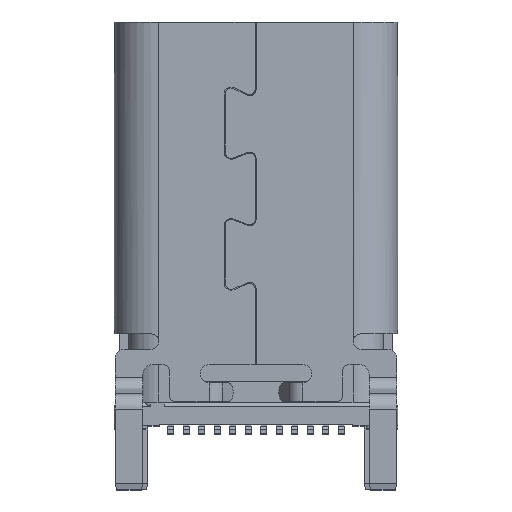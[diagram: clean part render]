
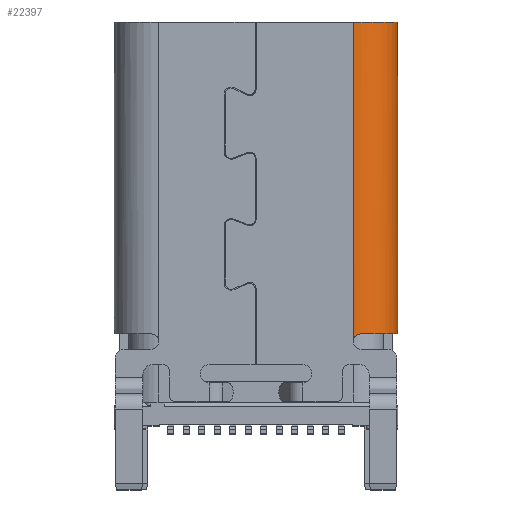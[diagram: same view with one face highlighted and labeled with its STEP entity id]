
A CAD part, top view. The second image highlights one B-rep face of the part: STEP entity #22397.
In plain terms, the highlighted cylindrical face has radius 1.43 mm (diameter 2.86 mm), a partial arc.
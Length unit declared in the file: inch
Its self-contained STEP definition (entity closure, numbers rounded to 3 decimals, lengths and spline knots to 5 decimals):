
#94 = B_SPLINE_CURVE_WITH_KNOTS ( 'NONE', 3,
 ( #35951, #8465, #27452, #15133, #2819, #39764 ),
 .UNSPECIFIED., .F., .F.,
 ( 4, 2, 4 ),
 ( 0., 0.0002, 0.00039 ),
 .UNSPECIFIED. ) ;
#694 = VECTOR ( 'NONE', #31363, 39.37008 ) ;
#772 = ORIENTED_EDGE ( 'NONE', *, *, #32539, .F. ) ;
#1495 = AXIS2_PLACEMENT_3D ( 'NONE', #28143, #22062, #3907 ) ;
#2819 = CARTESIAN_POINT ( 'NONE',  ( 0.1309, -0.0419, 0.06573 ) ) ;
#3759 = CARTESIAN_POINT ( 'NONE',  ( 0.17991, -0.05986, 0.01094 ) ) ;
#3907 = DIRECTION ( 'NONE',  ( 0., 0., 1. ) ) ;
#4833 = EDGE_CURVE ( 'NONE', #37828, #32240, #19292, .T. ) ;
#5100 = EDGE_CURVE ( 'NONE', #6373, #34926, #13205, .T. ) ;
#5241 = ORIENTED_EDGE ( 'NONE', *, *, #28267, .T. ) ;
#5289 = AXIS2_PLACEMENT_3D ( 'NONE', #17262, #23712, #26752 ) ;
#5745 = ORIENTED_EDGE ( 'NONE', *, *, #4833, .T. ) ;
#6016 = CARTESIAN_POINT ( 'NONE',  ( 0.13346, -0.0419, 0.06527 ) ) ;
#6373 = VERTEX_POINT ( 'NONE', #28349 ) ;
#6733 = CARTESIAN_POINT ( 'NONE',  ( 0.17992, -0.01727, 0.00984 ) ) ;
#7123 = CARTESIAN_POINT ( 'NONE',  ( 0.17991, -0.01983, 0.01093 ) ) ;
#7930 = B_SPLINE_CURVE_WITH_KNOTS ( 'NONE', 3,
 ( #22061, #7123, #28542, #6733 ),
 .UNSPECIFIED., .F., .F.,
 ( 4, 4 ),
 ( 0., 1. ),
 .UNSPECIFIED. ) ;
#8465 = CARTESIAN_POINT ( 'NONE',  ( 0.12362, -0.04914, 0.06614 ) ) ;
#8674 = VERTEX_POINT ( 'NONE', #31220 ) ;
#9403 = ORIENTED_EDGE ( 'NONE', *, *, #18420, .T. ) ;
#9417 = DIRECTION ( 'NONE',  ( 0., 1., 0. ) ) ;
#9699 = LINE ( 'NONE', #15564, #31087 ) ;
#11516 = CARTESIAN_POINT ( 'NONE',  ( 0.17954, -0.0419, 0.01674 ) ) ;
#13205 = CIRCLE ( 'NONE', #23499, 0.0563 ) ;
#14161 = CARTESIAN_POINT ( 'NONE',  ( 0.17991, -0.03613, 0.01095 ) ) ;
#14631 = DIRECTION ( 'NONE',  ( 0., 0., 1. ) ) ;
#15133 = CARTESIAN_POINT ( 'NONE',  ( 0.12834, -0.04296, 0.06597 ) ) ;
#15564 = CARTESIAN_POINT ( 'NONE',  ( 0.12362, 0.11318, 0.06614 ) ) ;
#17262 = CARTESIAN_POINT ( 'NONE',  ( 0.12362, -0.0419, 0.00984 ) ) ;
#17438 = CIRCLE ( 'NONE', #5289, 0.0563 ) ;
#17511 = ORIENTED_EDGE ( 'NONE', *, *, #21235, .T. ) ;
#17878 = CARTESIAN_POINT ( 'NONE',  ( 0.17992, 0.16853, 0.00984 ) ) ;
#18420 = EDGE_CURVE ( 'NONE', #32240, #8674, #7930, .T. ) ;
#18991 = CARTESIAN_POINT ( 'NONE',  ( 0.1792, -0.0419, 0.0188 ) ) ;
#19207 = VERTEX_POINT ( 'NONE', #31482 ) ;
#19292 = LINE ( 'NONE', #3759, #37060 ) ;
#19712 = EDGE_CURVE ( 'NONE', #37859, #37477, #17438, .T. ) ;
#20593 = CARTESIAN_POINT ( 'NONE',  ( 0.17991, -0.03815, 0.01179 ) ) ;
#21072 = DIRECTION ( 'NONE',  ( 0., -1., 0. ) ) ;
#21235 = EDGE_CURVE ( 'NONE', #34926, #19207, #9699, .T. ) ;
#21686 = B_SPLINE_CURVE_WITH_KNOTS ( 'NONE', 3,
 ( #33329, #11516, #36362, #20593, #14161, #24228 ),
 .UNSPECIFIED., .F., .F.,
 ( 4, 2, 4 ),
 ( 0., 0.5, 1. ),
 .UNSPECIFIED. ) ;
#22047 = EDGE_LOOP ( 'NONE', ( #29716, #5241, #5745, #9403, #772, #22833, #17511, #36405 ) ) ;
#22061 = CARTESIAN_POINT ( 'NONE',  ( 0.17991, -0.02127, 0.01094 ) ) ;
#22062 = DIRECTION ( 'NONE',  ( 0., 1., 0. ) ) ;
#22397 = ADVANCED_FACE ( 'NONE', ( #37835 ), #34796, .T. ) ;
#22833 = ORIENTED_EDGE ( 'NONE', *, *, #5100, .T. ) ;
#23499 = AXIS2_PLACEMENT_3D ( 'NONE', #27137, #21072, #14631 ) ;
#23712 = DIRECTION ( 'NONE',  ( 0., 1., 0. ) ) ;
#24148 = CARTESIAN_POINT ( 'NONE',  ( 0.12362, 0.35433, 0.06614 ) ) ;
#24228 = CARTESIAN_POINT ( 'NONE',  ( 0.17991, -0.03403, 0.01094 ) ) ;
#26752 = DIRECTION ( 'NONE',  ( 0., 0., 1. ) ) ;
#27137 = CARTESIAN_POINT ( 'NONE',  ( 0.12362, 0.35433, 0.00984 ) ) ;
#27452 = CARTESIAN_POINT ( 'NONE',  ( 0.1247, -0.04659, 0.06616 ) ) ;
#28143 = CARTESIAN_POINT ( 'NONE',  ( 0.12362, -0.05986, 0.00984 ) ) ;
#28267 = EDGE_CURVE ( 'NONE', #37477, #37828, #21686, .T. ) ;
#28349 = CARTESIAN_POINT ( 'NONE',  ( 0.17992, 0.35433, 0.00984 ) ) ;
#28542 = CARTESIAN_POINT ( 'NONE',  ( 0.17992, -0.01849, 0.01057 ) ) ;
#28761 = CARTESIAN_POINT ( 'NONE',  ( 0.17991, -0.02127, 0.01094 ) ) ;
#29716 = ORIENTED_EDGE ( 'NONE', *, *, #19712, .T. ) ;
#31087 = VECTOR ( 'NONE', #31713, 39.37008 ) ;
#31220 = CARTESIAN_POINT ( 'NONE',  ( 0.17992, -0.01727, 0.00984 ) ) ;
#31363 = DIRECTION ( 'NONE',  ( 0., -1., 0. ) ) ;
#31482 = CARTESIAN_POINT ( 'NONE',  ( 0.12362, -0.05174, 0.06614 ) ) ;
#31713 = DIRECTION ( 'NONE',  ( 0., -1., 0. ) ) ;
#32240 = VERTEX_POINT ( 'NONE', #28761 ) ;
#32539 = EDGE_CURVE ( 'NONE', #6373, #8674, #36063, .T. ) ;
#33329 = CARTESIAN_POINT ( 'NONE',  ( 0.1792, -0.0419, 0.0188 ) ) ;
#34796 = CYLINDRICAL_SURFACE ( 'NONE', #1495, 0.0563 ) ;
#34926 = VERTEX_POINT ( 'NONE', #24148 ) ;
#35951 = CARTESIAN_POINT ( 'NONE',  ( 0.12362, -0.05174, 0.06614 ) ) ;
#36025 = EDGE_CURVE ( 'NONE', #19207, #37859, #94, .T. ) ;
#36063 = LINE ( 'NONE', #17878, #694 ) ;
#36116 = CARTESIAN_POINT ( 'NONE',  ( 0.17991, -0.03403, 0.01094 ) ) ;
#36362 = CARTESIAN_POINT ( 'NONE',  ( 0.17973, -0.04106, 0.01471 ) ) ;
#36405 = ORIENTED_EDGE ( 'NONE', *, *, #36025, .T. ) ;
#37060 = VECTOR ( 'NONE', #9417, 39.37008 ) ;
#37477 = VERTEX_POINT ( 'NONE', #18991 ) ;
#37828 = VERTEX_POINT ( 'NONE', #36116 ) ;
#37835 = FACE_OUTER_BOUND ( 'NONE', #22047, .T. ) ;
#37859 = VERTEX_POINT ( 'NONE', #6016 ) ;
#39764 = CARTESIAN_POINT ( 'NONE',  ( 0.13346, -0.0419, 0.06527 ) ) ;
